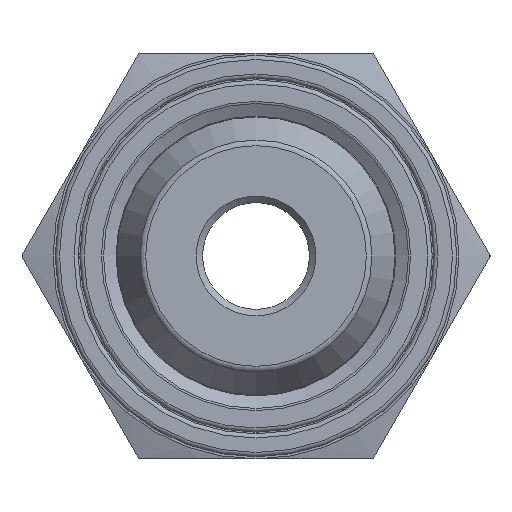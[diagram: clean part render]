
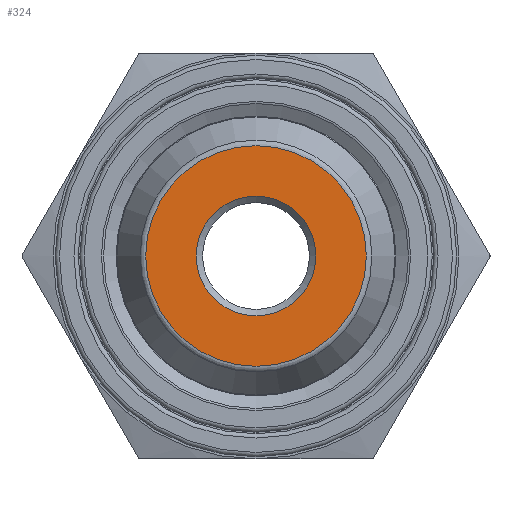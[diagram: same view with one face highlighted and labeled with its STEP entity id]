
A CAD part, left-side view. The second image highlights one B-rep face of the part: STEP entity #324.
In plain terms, the highlighted planar face has unit normal (-1, 0, 0).
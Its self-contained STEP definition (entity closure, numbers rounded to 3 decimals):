
#324=ADVANCED_FACE('',(#445,#446),#348,.F.);
#348=PLANE('',#1230);
#445=FACE_BOUND('',#579,.T.);
#446=FACE_BOUND('',#580,.T.);
#579=EDGE_LOOP('',(#807));
#580=EDGE_LOOP('',(#808));
#807=ORIENTED_EDGE('',*,*,#1023,.T.);
#808=ORIENTED_EDGE('',*,*,#1024,.T.);
#909=VERTEX_POINT('',#2031);
#910=VERTEX_POINT('',#2033);
#1023=EDGE_CURVE('',#909,#909,#1089,.T.);
#1024=EDGE_CURVE('',#910,#910,#1090,.T.);
#1089=CIRCLE('',#1228,2.8);
#1090=CIRCLE('',#1229,5.164);
#1228=AXIS2_PLACEMENT_3D('',#2030,#1523,#1524);
#1229=AXIS2_PLACEMENT_3D('',#2032,#1525,#1526);
#1230=AXIS2_PLACEMENT_3D('',#2034,#1527,#1528);
#1523=DIRECTION('',(1.,0.,0.));
#1524=DIRECTION('',(0.,0.,-1.));
#1525=DIRECTION('',(-1.,0.,0.));
#1526=DIRECTION('',(0.,0.,-1.));
#1527=DIRECTION('',(1.,0.,0.));
#1528=DIRECTION('',(0.,0.,-1.));
#2030=CARTESIAN_POINT('',(19.455,0.,0.));
#2031=CARTESIAN_POINT('',(19.455,0.,-2.8));
#2032=CARTESIAN_POINT('',(19.455,0.,0.));
#2033=CARTESIAN_POINT('',(19.455,0.,-5.164));
#2034=CARTESIAN_POINT('',(19.455,-10.86,0.));
